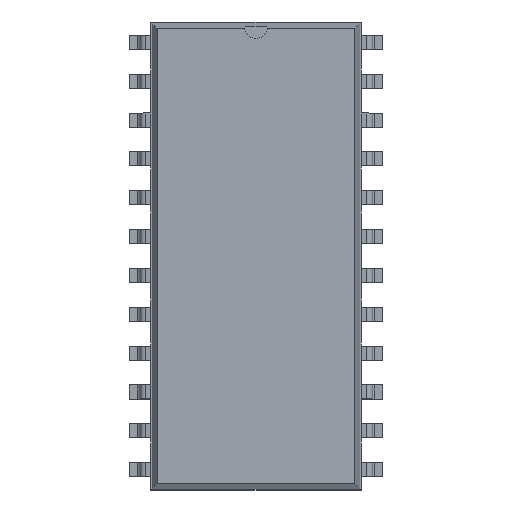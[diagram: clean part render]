
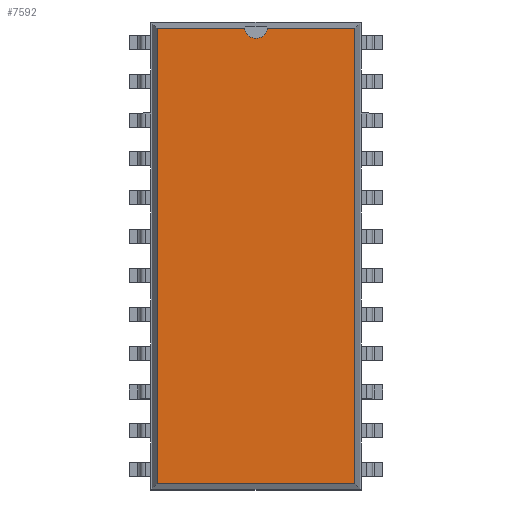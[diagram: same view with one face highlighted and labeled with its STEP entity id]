
A CAD part, top view. The second image highlights one B-rep face of the part: STEP entity #7592.
In plain terms, the highlighted planar face has unit normal (0, 0, 1).
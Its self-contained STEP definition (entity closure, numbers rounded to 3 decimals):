
#27=VECTOR('',#28,1.);
#28=DIRECTION('',(0.,1.,0.));
#34=VECTOR('',#35,1.);
#35=DIRECTION('',(-1.,0.,0.));
#41=VECTOR('',#42,1.);
#42=DIRECTION('',(0.,-1.,0.));
#46=VECTOR('',#47,1.);
#47=DIRECTION('',(1.,0.,0.));
#50=DIRECTION('',(0.,0.,-1.));
#1419=DIRECTION('',(0.,0.,-1.));
#5098=VERTEX_POINT('',#5099);
#5099=CARTESIAN_POINT('',(6.471,14.901,3.68));
#5101=ORIENTED_EDGE('',*,*,#5102,.F.);
#5102=EDGE_CURVE('',#5103,#5098,#5105,.T.);
#5103=VERTEX_POINT('',#5104);
#5104=CARTESIAN_POINT('',(6.471,-14.901,3.68));
#5105=LINE('',#5104,#27);
#6307=VERTEX_POINT('',#6308);
#6308=CARTESIAN_POINT('',(-6.471,14.901,3.68));
#6310=ORIENTED_EDGE('',*,*,#6311,.F.);
#6311=EDGE_CURVE('',#6312,#6307,#6314,.T.);
#6312=VERTEX_POINT('',#6313);
#6313=CARTESIAN_POINT('',(-0.746,14.901,3.68));
#6314=LINE('',#5099,#34);
#6333=VERTEX_POINT('',#6334);
#6334=CARTESIAN_POINT('',(0.746,14.901,3.68));
#6340=ORIENTED_EDGE('',*,*,#6341,.F.);
#6341=EDGE_CURVE('',#5098,#6333,#6314,.T.);
#6385=VERTEX_POINT('',#6386);
#6386=CARTESIAN_POINT('',(-6.471,-14.901,3.68));
#6388=ORIENTED_EDGE('',*,*,#6389,.F.);
#6389=EDGE_CURVE('',#6307,#6385,#6390,.T.);
#6390=LINE('',#6308,#41);
#7587=ORIENTED_EDGE('',*,*,#7588,.F.);
#7588=EDGE_CURVE('',#6385,#5103,#7589,.T.);
#7589=LINE('',#6386,#46);
#7592=ADVANCED_FACE('',(#7593),#7604,.F.);
#7593=FACE_BOUND('',#7594,.F.);
#7594=EDGE_LOOP('',(#5101,#7587,#6388,#6310,#7595,#7602,#6340));
#7595=ORIENTED_EDGE('',*,*,#7596,.F.);
#7596=EDGE_CURVE('',#7597,#6312,#7599,.T.);
#7597=VERTEX_POINT('',#7598);
#7598=CARTESIAN_POINT('',(0.,14.226,3.68));
#7599=CIRCLE('',#7600,0.75);
#7600=AXIS2_PLACEMENT_3D('',#7601,#1419,#42);
#7601=CARTESIAN_POINT('',(0.,14.976,3.68));
#7602=ORIENTED_EDGE('',*,*,#7603,.F.);
#7603=EDGE_CURVE('',#6333,#7597,#7599,.T.);
#7604=PLANE('',#7605);
#7605=AXIS2_PLACEMENT_3D('',#5104,#50,#7606);
#7606=DIRECTION('',(-0.398,0.917,0.));
